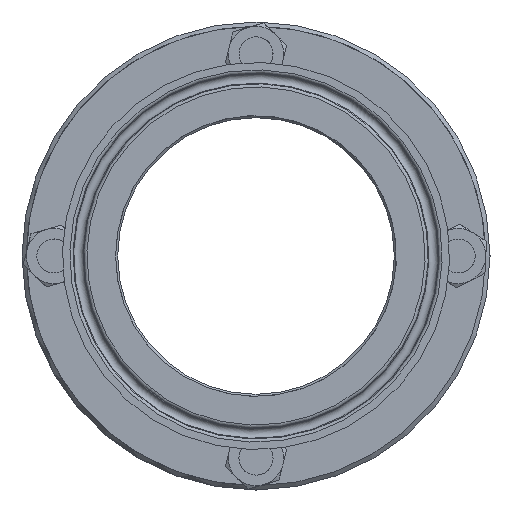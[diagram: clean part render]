
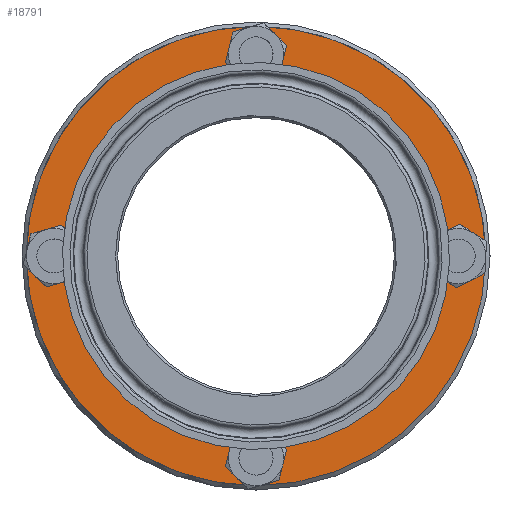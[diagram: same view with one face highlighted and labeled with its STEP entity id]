
A CAD part, left-side view. The second image highlights one B-rep face of the part: STEP entity #18791.
In plain terms, the highlighted planar face has unit normal (1, 0, 0).
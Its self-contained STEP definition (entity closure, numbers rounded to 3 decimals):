
#3346=PLANE('',#20000);
#4160=FACE_BOUND('',#5884,.T.);
#4161=FACE_BOUND('',#5885,.T.);
#4162=FACE_BOUND('',#5886,.T.);
#4163=FACE_BOUND('',#5887,.T.);
#4164=FACE_BOUND('',#5888,.T.);
#4800=FACE_OUTER_BOUND('',#5883,.T.);
#5883=EDGE_LOOP('',(#13201));
#5884=EDGE_LOOP('',(#13202));
#5885=EDGE_LOOP('',(#13203));
#5886=EDGE_LOOP('',(#13204));
#5887=EDGE_LOOP('',(#13205));
#5888=EDGE_LOOP('',(#13206));
#7205=CIRCLE('',#19939,5.);
#7209=CIRCLE('',#19948,5.);
#7213=CIRCLE('',#19957,5.);
#7217=CIRCLE('',#19966,5.);
#7234=CIRCLE('',#19999,54.);
#7235=CIRCLE('',#20001,40.75);
#8243=VERTEX_POINT('',#28104);
#8247=VERTEX_POINT('',#28117);
#8251=VERTEX_POINT('',#28130);
#8255=VERTEX_POINT('',#28143);
#8272=VERTEX_POINT('',#28193);
#8273=VERTEX_POINT('',#28196);
#10137=EDGE_CURVE('',#8243,#8243,#7205,.T.);
#10141=EDGE_CURVE('',#8247,#8247,#7209,.T.);
#10145=EDGE_CURVE('',#8251,#8251,#7213,.T.);
#10149=EDGE_CURVE('',#8255,#8255,#7217,.T.);
#10166=EDGE_CURVE('',#8272,#8272,#7234,.T.);
#10167=EDGE_CURVE('',#8273,#8273,#7235,.T.);
#13201=ORIENTED_EDGE('',*,*,#10166,.F.);
#13202=ORIENTED_EDGE('',*,*,#10137,.T.);
#13203=ORIENTED_EDGE('',*,*,#10141,.T.);
#13204=ORIENTED_EDGE('',*,*,#10145,.T.);
#13205=ORIENTED_EDGE('',*,*,#10149,.T.);
#13206=ORIENTED_EDGE('',*,*,#10167,.F.);
#18791=ADVANCED_FACE('',(#4800,#4160,#4161,#4162,#4163,#4164),#3346,.T.);
#19939=AXIS2_PLACEMENT_3D('',#28105,#22319,#22320);
#19948=AXIS2_PLACEMENT_3D('',#28118,#22337,#22338);
#19957=AXIS2_PLACEMENT_3D('',#28131,#22355,#22356);
#19966=AXIS2_PLACEMENT_3D('',#28144,#22373,#22374);
#19999=AXIS2_PLACEMENT_3D('',#28194,#22439,#22440);
#20000=AXIS2_PLACEMENT_3D('',#28195,#22441,#22442);
#20001=AXIS2_PLACEMENT_3D('',#28197,#22443,#22444);
#22319=DIRECTION('center_axis',(-1.,0.,0.));
#22320=DIRECTION('ref_axis',(0.,-0.959,0.282));
#22337=DIRECTION('center_axis',(-1.,0.,0.));
#22338=DIRECTION('ref_axis',(0.,-0.959,0.282));
#22355=DIRECTION('center_axis',(-1.,0.,0.));
#22356=DIRECTION('ref_axis',(0.,-0.959,0.282));
#22373=DIRECTION('center_axis',(-1.,0.,0.));
#22374=DIRECTION('ref_axis',(0.,0.989,-0.147));
#22439=DIRECTION('center_axis',(-1.,0.,0.));
#22440=DIRECTION('ref_axis',(0.,-1.,0.));
#22441=DIRECTION('center_axis',(1.,0.,0.));
#22442=DIRECTION('ref_axis',(0.,0.,-1.));
#22443=DIRECTION('center_axis',(1.,0.,0.));
#22444=DIRECTION('ref_axis',(0.,0.,
-1.));
#28104=CARTESIAN_POINT('',(-95.75,-42.704,-1.412));
#28105=CARTESIAN_POINT('Origin',(-95.75,-47.5,0.));
#28117=CARTESIAN_POINT('',(-95.75,4.796,46.088));
#28118=CARTESIAN_POINT('Origin',(-95.75,0.,47.5));
#28130=CARTESIAN_POINT('',(-95.75,52.296,-1.412));
#28131=CARTESIAN_POINT('Origin',(-95.75,47.5,0.));
#28143=CARTESIAN_POINT('',(-95.75,-4.946,-46.764));
#28144=CARTESIAN_POINT('Origin',(-95.75,0.,-47.5));
#28193=CARTESIAN_POINT('',(-95.75,54.,0.));
#28194=CARTESIAN_POINT('Origin',(-95.75,0.,0.));
#28195=CARTESIAN_POINT('Origin',(-95.75,40.75,0.));
#28196=CARTESIAN_POINT('',(-95.75,40.75,0.));
#28197=CARTESIAN_POINT('Origin',(-95.75,0.,0.));
